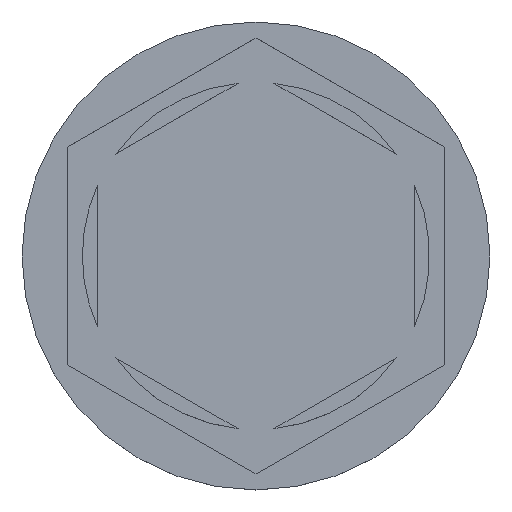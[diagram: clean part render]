
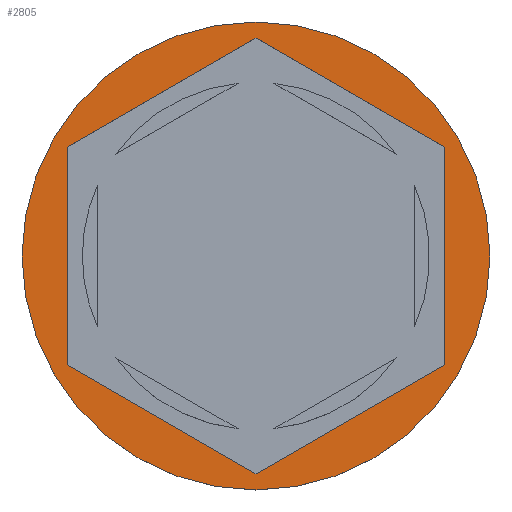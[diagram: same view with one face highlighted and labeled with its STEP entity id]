
A CAD part, top view. The second image highlights one B-rep face of the part: STEP entity #2805.
In plain terms, the highlighted planar face has unit normal (0, 0, 1).
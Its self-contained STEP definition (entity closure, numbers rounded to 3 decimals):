
#38 = EDGE_LOOP ( 'NONE', ( #647, #717 ) ) ;
#89 = LINE ( 'NONE', #3045, #133 ) ;
#133 = VECTOR ( 'NONE', #1979, 1000. ) ;
#201 = DIRECTION ( 'NONE',  ( 1., 0., 0. ) ) ;
#300 = CARTESIAN_POINT ( 'NONE',  ( 0., -7.217, 0. ) ) ;
#358 = CARTESIAN_POINT ( 'NONE',  ( 6.25, -3.608, 0. ) ) ;
#436 = VECTOR ( 'NONE', #3317, 1000. ) ;
#437 = CARTESIAN_POINT ( 'NONE',  ( -6.25, -3.608, 0. ) ) ;
#479 = PLANE ( 'NONE',  #3103 ) ;
#531 = AXIS2_PLACEMENT_3D ( 'NONE', #2710, #2744, #2462 ) ;
#564 = CARTESIAN_POINT ( 'NONE',  ( 0., 7.217, 0. ) ) ;
#624 = VERTEX_POINT ( 'NONE', #3222 ) ;
#647 = ORIENTED_EDGE ( 'NONE', *, *, #2018, .T. ) ;
#692 = VECTOR ( 'NONE', #2388, 1000. ) ;
#717 = ORIENTED_EDGE ( 'NONE', *, *, #3304, .T. ) ;
#760 = VERTEX_POINT ( 'NONE', #564 ) ;
#842 = VERTEX_POINT ( 'NONE', #2009 ) ;
#912 = EDGE_CURVE ( 'NONE', #1530, #760, #1769, .T. ) ;
#956 = EDGE_CURVE ( 'NONE', #1926, #3142, #2865, .T. ) ;
#977 = EDGE_CURVE ( 'NONE', #2691, #1530, #2126, .T. ) ;
#994 = AXIS2_PLACEMENT_3D ( 'NONE', #1013, #3184, #1815 ) ;
#1010 = FACE_BOUND ( 'NONE', #3306, .T. ) ;
#1013 = CARTESIAN_POINT ( 'NONE',  ( 0., 0., 0. ) ) ;
#1105 = ORIENTED_EDGE ( 'NONE', *, *, #977, .F. ) ;
#1154 = CIRCLE ( 'NONE', #531, 7.75 ) ;
#1209 = CARTESIAN_POINT ( 'NONE',  ( 6.25, 3.608, 0. ) ) ;
#1215 = CARTESIAN_POINT ( 'NONE',  ( -7.75, 0., 0. ) ) ;
#1230 = DIRECTION ( 'NONE',  ( -0.866, 0.5, 0. ) ) ;
#1257 = DIRECTION ( 'NONE',  ( 0., 0., 1. ) ) ;
#1317 = VECTOR ( 'NONE', #1230, 1000. ) ;
#1367 = CARTESIAN_POINT ( 'NONE',  ( 0., -7.217, 0. ) ) ;
#1392 = DIRECTION ( 'NONE',  ( 0.866, 0.5, 0. ) ) ;
#1529 = DIRECTION ( 'NONE',  ( 0.866, -0.5, 0. ) ) ;
#1530 = VERTEX_POINT ( 'NONE', #2149 ) ;
#1625 = CIRCLE ( 'NONE', #994, 7.75 ) ;
#1661 = VERTEX_POINT ( 'NONE', #1215 ) ;
#1687 = VECTOR ( 'NONE', #1392, 1000. ) ;
#1769 = LINE ( 'NONE', #1209, #1317 ) ;
#1815 = DIRECTION ( 'NONE',  ( 1., 0., 0. ) ) ;
#1916 = ORIENTED_EDGE ( 'NONE', *, *, #2169, .F. ) ;
#1926 = VERTEX_POINT ( 'NONE', #2261 ) ;
#1979 = DIRECTION ( 'NONE',  ( -0.866, -0.5, 0. ) ) ;
#2009 = CARTESIAN_POINT ( 'NONE',  ( -6.25, 3.608, 0. ) ) ;
#2014 = LINE ( 'NONE', #2267, #436 ) ;
#2018 = EDGE_CURVE ( 'NONE', #624, #1661, #1154, .T. ) ;
#2086 = CARTESIAN_POINT ( 'NONE',  ( 0., 0., 0. ) ) ;
#2126 = LINE ( 'NONE', #2687, #692 ) ;
#2149 = CARTESIAN_POINT ( 'NONE',  ( 6.25, 3.608, 0. ) ) ;
#2169 = EDGE_CURVE ( 'NONE', #760, #842, #89, .T. ) ;
#2231 = VECTOR ( 'NONE', #1529, 1000. ) ;
#2261 = CARTESIAN_POINT ( 'NONE',  ( -6.25, -3.608, 0. ) ) ;
#2267 = CARTESIAN_POINT ( 'NONE',  ( -6.25, 3.608, 0. ) ) ;
#2388 = DIRECTION ( 'NONE',  ( 0., 1., 0. ) ) ;
#2462 = DIRECTION ( 'NONE',  ( 1., 0., 0. ) ) ;
#2573 = ORIENTED_EDGE ( 'NONE', *, *, #3093, .F. ) ;
#2617 = ORIENTED_EDGE ( 'NONE', *, *, #956, .F. ) ;
#2687 = CARTESIAN_POINT ( 'NONE',  ( 6.25, -3.608, 0. ) ) ;
#2691 = VERTEX_POINT ( 'NONE', #358 ) ;
#2710 = CARTESIAN_POINT ( 'NONE',  ( 0., 0., 0. ) ) ;
#2744 = DIRECTION ( 'NONE',  ( 0., 0., 1. ) ) ;
#2805 = ADVANCED_FACE ( 'NONE', ( #1010, #3183 ), #479, .T. ) ;
#2865 = LINE ( 'NONE', #437, #2231 ) ;
#3045 = CARTESIAN_POINT ( 'NONE',  ( 0., 7.217, 0. ) ) ;
#3059 = LINE ( 'NONE', #300, #1687 ) ;
#3093 = EDGE_CURVE ( 'NONE', #842, #1926, #2014, .T. ) ;
#3103 = AXIS2_PLACEMENT_3D ( 'NONE', #2086, #1257, #201 ) ;
#3142 = VERTEX_POINT ( 'NONE', #1367 ) ;
#3180 = EDGE_CURVE ( 'NONE', #3142, #2691, #3059, .T. ) ;
#3183 = FACE_OUTER_BOUND ( 'NONE', #38, .T. ) ;
#3184 = DIRECTION ( 'NONE',  ( 0., 0., 1. ) ) ;
#3199 = ORIENTED_EDGE ( 'NONE', *, *, #3180, .F. ) ;
#3222 = CARTESIAN_POINT ( 'NONE',  ( 7.75, 0., 0. ) ) ;
#3289 = ORIENTED_EDGE ( 'NONE', *, *, #912, .F. ) ;
#3304 = EDGE_CURVE ( 'NONE', #1661, #624, #1625, .T. ) ;
#3306 = EDGE_LOOP ( 'NONE', ( #3289, #1105, #3199, #2617, #2573, #1916 ) ) ;
#3317 = DIRECTION ( 'NONE',  ( 0., -1., 0. ) ) ;
